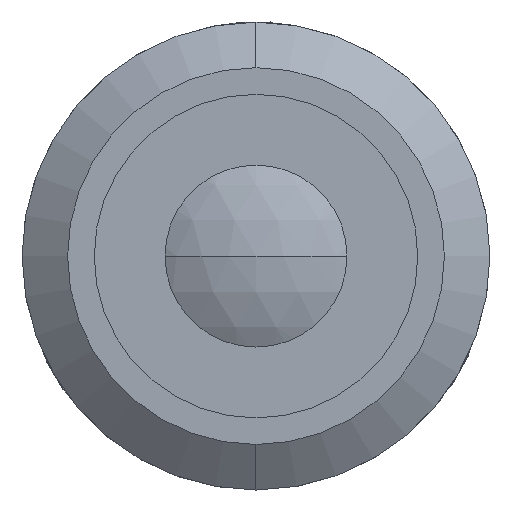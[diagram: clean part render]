
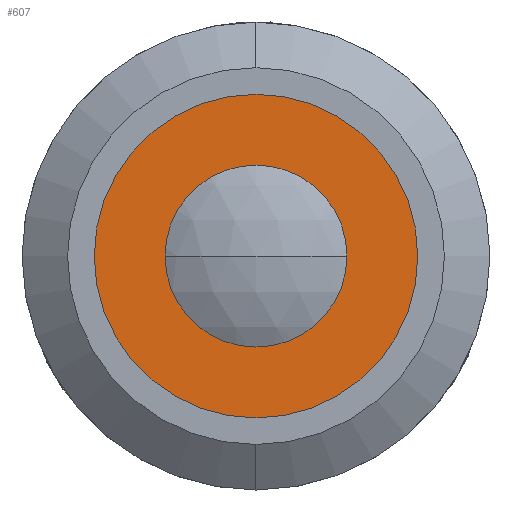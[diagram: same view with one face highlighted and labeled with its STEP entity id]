
A CAD part, left-side view. The second image highlights one B-rep face of the part: STEP entity #607.
In plain terms, the highlighted planar face has unit normal (-1, 0, 0).
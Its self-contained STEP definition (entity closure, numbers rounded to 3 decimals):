
#140 = FACE_BOUND ( 'NONE', #3933, .T. ) ;
#144 = AXIS2_PLACEMENT_3D ( 'NONE', #3394, #1662, #4083 ) ;
#243 = CARTESIAN_POINT ( 'NONE',  ( 3.8, 0., 0. ) ) ;
#296 = VERTEX_POINT ( 'NONE', #1419 ) ;
#326 = CIRCLE ( 'NONE', #2723, 7. ) ;
#352 = DIRECTION ( 'NONE',  ( 0., 0., 1. ) ) ;
#497 = CARTESIAN_POINT ( 'NONE',  ( 3.8, 0., 0. ) ) ;
#570 = DIRECTION ( 'NONE',  ( -1., 0., 0. ) ) ;
#607 = ADVANCED_FACE ( 'NONE', ( #140, #2005 ), #1558, .F. ) ;
#703 = CARTESIAN_POINT ( 'NONE',  ( 3.8, 0., 0. ) ) ;
#779 = ORIENTED_EDGE ( 'NONE', *, *, #3488, .F. ) ;
#880 = CIRCLE ( 'NONE', #2452, 7. ) ;
#938 = ORIENTED_EDGE ( 'NONE', *, *, #2228, .F. ) ;
#1419 = CARTESIAN_POINT ( 'NONE',  ( 3.8, 0., 7. ) ) ;
#1558 = PLANE ( 'NONE',  #3428 ) ;
#1593 = AXIS2_PLACEMENT_3D ( 'NONE', #497, #1916, #2654 ) ;
#1662 = DIRECTION ( 'NONE',  ( -1., 0., 0. ) ) ;
#1916 = DIRECTION ( 'NONE',  ( -1., 0., 0. ) ) ;
#1966 = CIRCLE ( 'NONE', #1593, 13. ) ;
#2005 = FACE_OUTER_BOUND ( 'NONE', #2045, .T. ) ;
#2045 = EDGE_LOOP ( 'NONE', ( #3387, #3913 ) ) ;
#2139 = CARTESIAN_POINT ( 'NONE',  ( 3.8, 0., -7. ) ) ;
#2228 = EDGE_CURVE ( 'NONE', #296, #4623, #880, .T. ) ;
#2288 = EDGE_CURVE ( 'NONE', #2822, #4030, #3134, .T. ) ;
#2311 = CARTESIAN_POINT ( 'NONE',  ( 3.8, 13., 0. ) ) ;
#2452 = AXIS2_PLACEMENT_3D ( 'NONE', #243, #570, #3053 ) ;
#2633 = CARTESIAN_POINT ( 'NONE',  ( 3.8, 0., -13. ) ) ;
#2654 = DIRECTION ( 'NONE',  ( 0., 0., 1. ) ) ;
#2723 = AXIS2_PLACEMENT_3D ( 'NONE', #703, #3189, #352 ) ;
#2822 = VERTEX_POINT ( 'NONE', #4255 ) ;
#2995 = DIRECTION ( 'NONE',  ( 0., 0., -1. ) ) ;
#3053 = DIRECTION ( 'NONE',  ( 0., 0., 1. ) ) ;
#3134 = CIRCLE ( 'NONE', #144, 13. ) ;
#3189 = DIRECTION ( 'NONE',  ( -1., 0., 0. ) ) ;
#3309 = EDGE_CURVE ( 'NONE', #4030, #2822, #1966, .T. ) ;
#3387 = ORIENTED_EDGE ( 'NONE', *, *, #2288, .T. ) ;
#3394 = CARTESIAN_POINT ( 'NONE',  ( 3.8, 0., 0. ) ) ;
#3428 = AXIS2_PLACEMENT_3D ( 'NONE', #2311, #3433, #2995 ) ;
#3433 = DIRECTION ( 'NONE',  ( 1., 0., 0. ) ) ;
#3488 = EDGE_CURVE ( 'NONE', #4623, #296, #326, .T. ) ;
#3913 = ORIENTED_EDGE ( 'NONE', *, *, #3309, .T. ) ;
#3933 = EDGE_LOOP ( 'NONE', ( #938, #779 ) ) ;
#4030 = VERTEX_POINT ( 'NONE', #2633 ) ;
#4083 = DIRECTION ( 'NONE',  ( 0., 0., 1. ) ) ;
#4255 = CARTESIAN_POINT ( 'NONE',  ( 3.8, 0., 13. ) ) ;
#4623 = VERTEX_POINT ( 'NONE', #2139 ) ;
